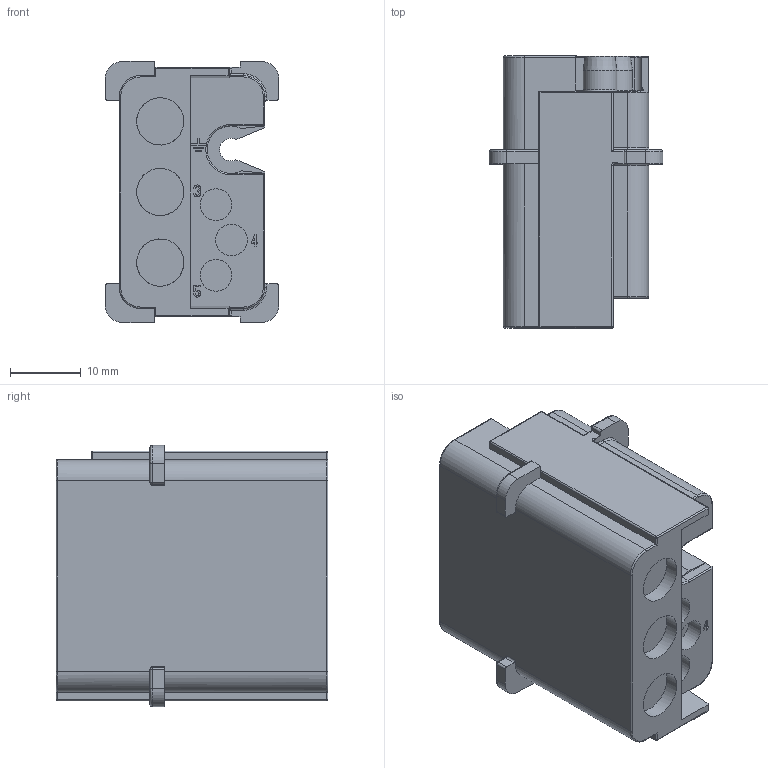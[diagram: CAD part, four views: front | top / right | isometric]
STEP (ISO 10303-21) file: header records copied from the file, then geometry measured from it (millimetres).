
FILE_DESCRIPTION(/* description */ (''),/* implementation_level */ '2;1');
FILE_NAME(/* name */ 'c148 10a006 0001nxc001-01_214.stp',/* time_stamp */ '2023-01-27T08:48:46+01:00',/* author */ (''),/* organization */ (''),/* preprocessor_version */ 'ST-DEVELOPER v18.1',/* originating_system */ 'SIEMENS PLM Software NX 2000',/* authorisation */ '');
FILE_SCHEMA (('AUTOMOTIVE_DESIGN { 1 0 10303 214 3 1 1 1 }'));
Length unit declared in the file: millimetre
Products named in the file (1): c148 10a006 0001nxc001-01
Bounding box: 24.6 x 38.5 x 37 mm (x, y, z)
Volume: 20864.7 mm3; surface area: 7326 mm2
Topology: 1 solids, 1 shells, 480 faces, 1194 edges, 751 vertices
Faces by surface type: plane 274, cylinder 147, bspline 41, sphere 10, cone 8
Full cylindrical faces by diameter (mm): 2.1 x1, 2.5 x2, 2.6 x1, 3 x1, 3.4 x3, 3.7 x3, 4.5 x3, 5.7 x3, 6.7 x3
Entity records: 18026 total; most frequent: CARTESIAN_POINT 3623, ORIENTED_EDGE 2292, DIRECTION 2261, EDGE_CURVE 1146, LINE 771, VECTOR 771, AXIS2_PLACEMENT_3D 745, VERTEX_POINT 742
